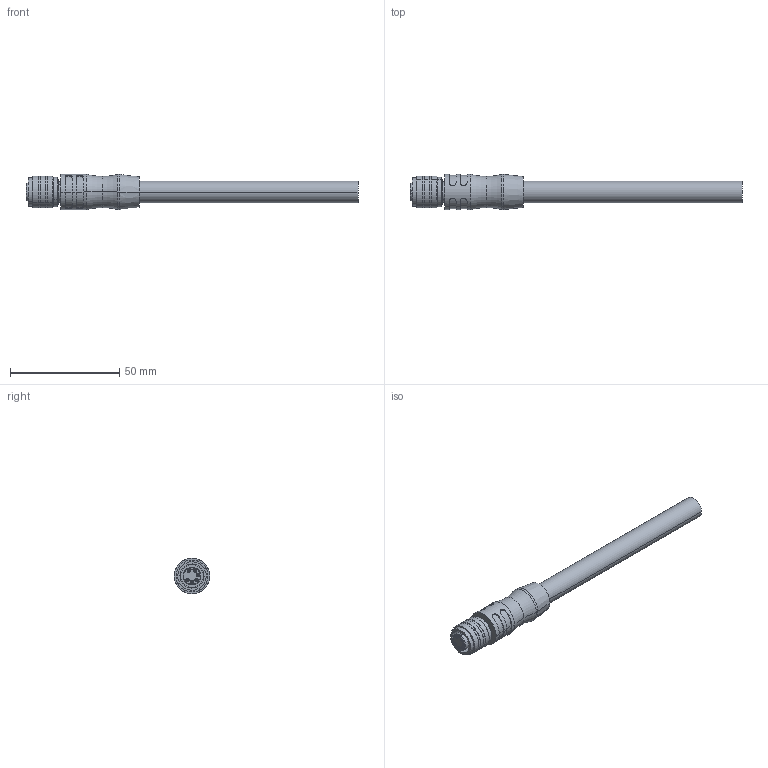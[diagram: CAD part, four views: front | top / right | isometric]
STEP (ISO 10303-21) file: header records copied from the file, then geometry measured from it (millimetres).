
FILE_DESCRIPTION((''),'2;1');
FILE_NAME('EK6-M-S10_ASM','2019-03-26T',('xin.jin'),(''),'PRO/ENGINEER BY PARAMETRIC TECHNOLOGY CORPORATION, 2012060','PRO/ENGINEER BY PARAMETRIC TECHNOLOGY CORPORATION, 2012060','');
FILE_SCHEMA(('AUTOMOTIVE_DESIGN { 1 0 10303 214 1 1 1 1 }'));
Length unit declared in the file: millimetre
Products named in the file (1): EK6-M-S10_ASM
Bounding box: 151.9 x 16.2 x 16.2 mm (x, y, z)
Volume: 16186.4 mm3; surface area: 8094.3 mm2
Topology: 1 solids, 3 shells, 536 faces, 1457 edges, 938 vertices
Faces by surface type: cylinder 243, plane 228, bspline 32, cone 28, torus 5
Entity records: 19435 total; most frequent: CARTESIAN_POINT 5532, DIRECTION 3048, ORIENTED_EDGE 2890, EDGE_CURVE 1445, AXIS2_PLACEMENT_3D 1210, VERTEX_POINT 938, CIRCLE 706, VECTOR 628
